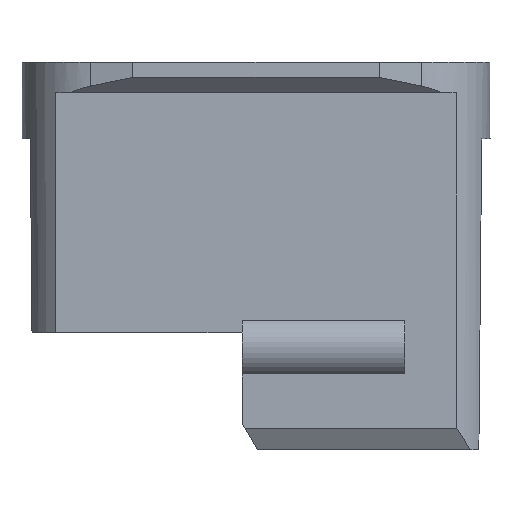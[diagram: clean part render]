
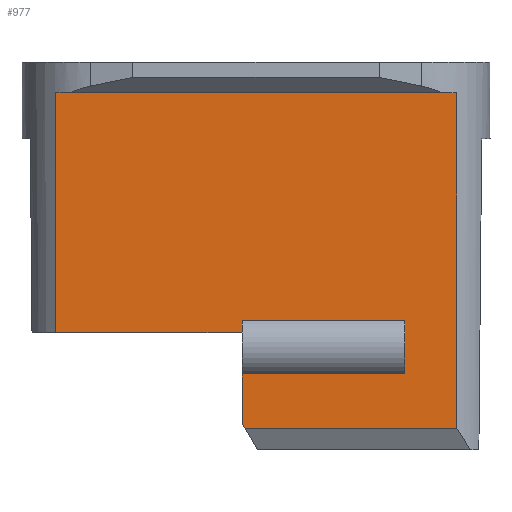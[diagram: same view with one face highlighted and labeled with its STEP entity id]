
A CAD part, left-side view. The second image highlights one B-rep face of the part: STEP entity #977.
In plain terms, the highlighted planar face has unit normal (-1, 0, 0).
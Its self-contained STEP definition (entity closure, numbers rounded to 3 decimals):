
#908=AXIS2_PLACEMENT_3D('Plane Axis2P3D',#905,#906,#907) ;
#347=CARTESIAN_POINT('Vertex',(0.8,1.084,11.6)) ;
#350=CARTESIAN_POINT('Line Origine',(0.8,1.084,6.3)) ;
#354=CARTESIAN_POINT('Vertex',(0.8,1.084,0.7)) ;
#492=CARTESIAN_POINT('Line Origine',(0.8,14.116,6.3)) ;
#496=CARTESIAN_POINT('Vertex',(0.8,14.116,11.6)) ;
#498=CARTESIAN_POINT('Vertex',(0.8,14.116,3.8)) ;
#893=CARTESIAN_POINT('Line Origine',(0.8,7.6,11.6)) ;
#905=CARTESIAN_POINT('Axis2P3D Location',(0.8,14.116,0.)) ;
#910=CARTESIAN_POINT('Line Origine',(0.8,11.083,3.8)) ;
#914=CARTESIAN_POINT('Vertex',(0.8,8.05,3.8)) ;
#917=CARTESIAN_POINT('Line Origine',(0.8,8.05,4.)) ;
#921=CARTESIAN_POINT('Vertex',(0.8,8.05,4.2)) ;
#924=CARTESIAN_POINT('Line Origine',(0.8,5.413,4.2)) ;
#928=CARTESIAN_POINT('Vertex',(0.8,2.775,4.2)) ;
#931=CARTESIAN_POINT('Line Origine',(0.8,2.775,3.334)) ;
#935=CARTESIAN_POINT('Vertex',(0.8,2.775,2.468)) ;
#938=CARTESIAN_POINT('Line Origine',(0.8,5.413,2.468)) ;
#942=CARTESIAN_POINT('Vertex',(0.8,8.05,2.468)) ;
#945=CARTESIAN_POINT('Line Origine',(0.8,8.05,1.667)) ;
#949=CARTESIAN_POINT('Vertex',(0.8,8.05,0.866)) ;
#952=CARTESIAN_POINT('Line Origine',(0.8,8.002,0.783)) ;
#956=CARTESIAN_POINT('Vertex',(0.8,7.954,0.7)) ;
#959=CARTESIAN_POINT('Line Origine',(0.8,4.519,0.7)) ;
#351=DIRECTION('Vector Direction',(0.,0.,-1.)) ;
#493=DIRECTION('Vector Direction',(0.,0.,-1.)) ;
#894=DIRECTION('Vector Direction',(0.,1.,0.)) ;
#906=DIRECTION('Axis2P3D Direction',(1.,0.,0.)) ;
#907=DIRECTION('Axis2P3D XDirection',(0.,-1.,0.)) ;
#911=DIRECTION('Vector Direction',(0.,1.,0.)) ;
#918=DIRECTION('Vector Direction',(0.,0.,1.)) ;
#925=DIRECTION('Vector Direction',(0.,1.,0.)) ;
#932=DIRECTION('Vector Direction',(0.,0.,1.)) ;
#939=DIRECTION('Vector Direction',(0.,1.,0.)) ;
#946=DIRECTION('Vector Direction',(0.,0.,-1.)) ;
#953=DIRECTION('Vector Direction',(0.,0.5,0.866)) ;
#960=DIRECTION('Vector Direction',(0.,-1.,0.)) ;
#352=VECTOR('Line Direction',#351,1.) ;
#494=VECTOR('Line Direction',#493,1.) ;
#895=VECTOR('Line Direction',#894,1.) ;
#912=VECTOR('Line Direction',#911,1.) ;
#919=VECTOR('Line Direction',#918,1.) ;
#926=VECTOR('Line Direction',#925,1.) ;
#933=VECTOR('Line Direction',#932,1.) ;
#940=VECTOR('Line Direction',#939,1.) ;
#947=VECTOR('Line Direction',#946,1.) ;
#954=VECTOR('Line Direction',#953,1.) ;
#961=VECTOR('Line Direction',#960,1.) ;
#965=ORIENTED_EDGE('',*,*,#897,.F.) ;
#966=ORIENTED_EDGE('',*,*,#500,.T.) ;
#967=ORIENTED_EDGE('',*,*,#916,.F.) ;
#968=ORIENTED_EDGE('',*,*,#923,.T.) ;
#969=ORIENTED_EDGE('',*,*,#930,.F.) ;
#970=ORIENTED_EDGE('',*,*,#937,.F.) ;
#971=ORIENTED_EDGE('',*,*,#944,.T.) ;
#972=ORIENTED_EDGE('',*,*,#951,.T.) ;
#973=ORIENTED_EDGE('',*,*,#958,.F.) ;
#974=ORIENTED_EDGE('',*,*,#963,.T.) ;
#975=ORIENTED_EDGE('',*,*,#356,.F.) ;
#977=ADVANCED_FACE('SSP_WTL6_2',(#976),#909,.F.) ;
#356=EDGE_CURVE('',#348,#355,#353,.T.) ;
#500=EDGE_CURVE('',#497,#499,#495,.T.) ;
#897=EDGE_CURVE('',#497,#348,#896,.F.) ;
#916=EDGE_CURVE('',#915,#499,#913,.T.) ;
#923=EDGE_CURVE('',#915,#922,#920,.T.) ;
#930=EDGE_CURVE('',#929,#922,#927,.T.) ;
#937=EDGE_CURVE('',#936,#929,#934,.T.) ;
#944=EDGE_CURVE('',#936,#943,#941,.T.) ;
#951=EDGE_CURVE('',#943,#950,#948,.T.) ;
#958=EDGE_CURVE('',#957,#950,#955,.T.) ;
#963=EDGE_CURVE('',#957,#355,#962,.T.) ;
#964=EDGE_LOOP('',(#965,#966,#967,#968,#969,#970,#971,#972,#973,#974,#975)) ;
#976=FACE_OUTER_BOUND('',#964,.T.) ;
#353=LINE('Line',#350,#352) ;
#495=LINE('Line',#492,#494) ;
#896=LINE('Line',#893,#895) ;
#913=LINE('Line',#910,#912) ;
#920=LINE('Line',#917,#919) ;
#927=LINE('Line',#924,#926) ;
#934=LINE('Line',#931,#933) ;
#941=LINE('Line',#938,#940) ;
#948=LINE('Line',#945,#947) ;
#955=LINE('Line',#952,#954) ;
#962=LINE('Line',#959,#961) ;
#909=PLANE('',#908) ;
#348=VERTEX_POINT('',#347) ;
#355=VERTEX_POINT('',#354) ;
#497=VERTEX_POINT('',#496) ;
#499=VERTEX_POINT('',#498) ;
#915=VERTEX_POINT('',#914) ;
#922=VERTEX_POINT('',#921) ;
#929=VERTEX_POINT('',#928) ;
#936=VERTEX_POINT('',#935) ;
#943=VERTEX_POINT('',#942) ;
#950=VERTEX_POINT('',#949) ;
#957=VERTEX_POINT('',#956) ;
